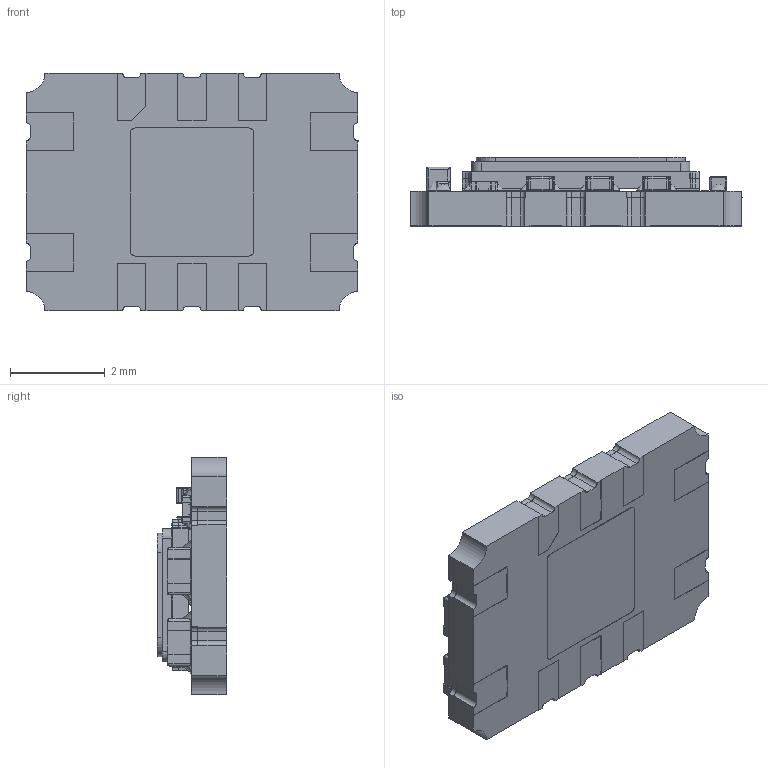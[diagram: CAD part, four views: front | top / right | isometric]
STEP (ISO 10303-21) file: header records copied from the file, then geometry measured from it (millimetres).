
FILE_DESCRIPTION (( 'STEP AP214' ), '1' );
FILE_NAME ('ASI1888A 7050 Niku 10 Pad WB Double Decker Assembly (Hollow).STEP', '2023-10-20T02:59:48', ( '' ), ( '' ), 'SwSTEP 2.0', 'SolidWorks 2021', '' );
FILE_SCHEMA (( 'AUTOMOTIVE_DESIGN' ));
Length unit declared in the file: millimetre
Products named in the file (14): Capacitor 0402; 0402_solder; Solder Paste Crystal; Resistor 0201; 0201_solder; ASI1888A  7050 Niku 10 Pad WB Double Decker Assembly (Hollow); PH0564D OSC Base CER 10PD DD 7050 0.75mm Niku; Overmould; XC0034 LID; CCA163B  XTAL AT SMD 5032 XMS 4PD SE SEAM ESGWB; SMD Component Assy; C0201_035; XB0187C  RSX-5 Crystal Base SE
Assembly tree (37 placements, depth 3):
  ASI1888A  7050 Niku 10 Pad WB Double Decker Assembly (Hollow)
    PH0564D OSC Base CER 10PD DD 7050 0.75mm Niku
    Overmould
    Solder Paste Crystal
    CCA163B  XTAL AT SMD 5032 XMS 4PD SE SEAM ESGWB
      XB0187C  RSX-5 Crystal Base SE
      XC0034 LID
    SMD Component Assy
      Capacitor 0402  x2
      0402_solder  x4
      C0201_035  x6
      0201_solder  x16
      Resistor 0201  x2
  SMD Component Assy
Bounding box: 7 x 1.46 x 5 mm (x, y, z)
Volume: 32.7 mm3; surface area: 209.1 mm2
Topology: 52 solids, 52 shells, 1051 faces, 2483 edges, 1458 vertices
Faces by surface type: plane 620, cylinder 299, bspline 100, sphere 32
Entity records: 21564 total; most frequent: CARTESIAN_POINT 3530, ORIENTED_EDGE 2950, DIRECTION 2947, EDGE_CURVE 1475, LINE 1165, VECTOR 1165, VERTEX_POINT 938, AXIS2_PLACEMENT_3D 891
